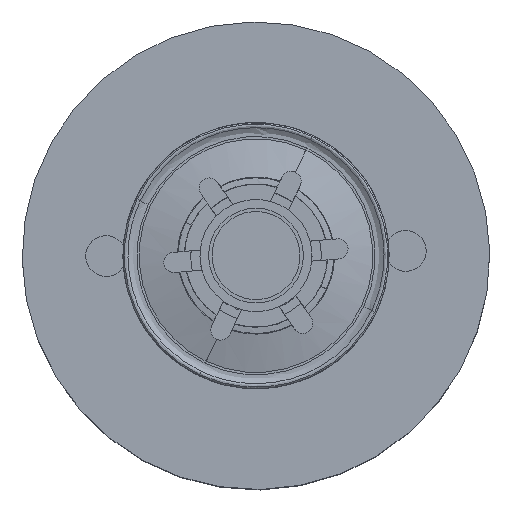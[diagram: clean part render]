
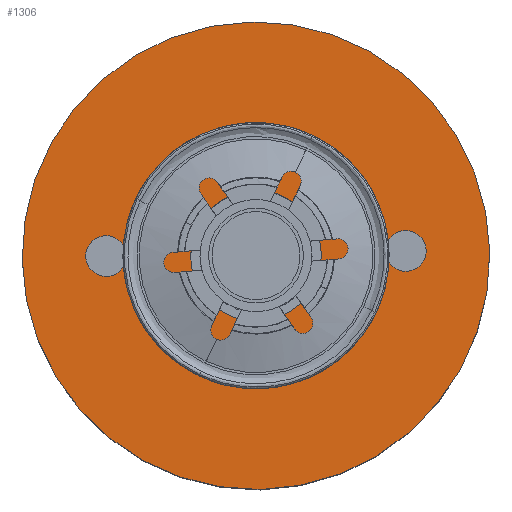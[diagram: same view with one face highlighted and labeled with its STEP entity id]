
A CAD part, top view. The second image highlights one B-rep face of the part: STEP entity #1306.
In plain terms, the highlighted planar face has unit normal (0, 0, 1).
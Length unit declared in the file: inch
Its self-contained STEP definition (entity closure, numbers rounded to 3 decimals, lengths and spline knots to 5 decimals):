
#203 = VERTEX_POINT ( 'NONE', #4713 ) ;
#208 = FACE_BOUND ( 'NONE', #1819, .T. ) ;
#294 = CARTESIAN_POINT ( 'NONE',  ( -0.10898, -0.00188, 0.79 ) ) ;
#305 = EDGE_LOOP ( 'NONE', ( #3306, #2278 ) ) ;
#400 = DIRECTION ( 'NONE',  ( 0., 0., -1. ) ) ;
#403 = AXIS2_PLACEMENT_3D ( 'NONE', #1293, #1246, #3924 ) ;
#429 = AXIS2_PLACEMENT_3D ( 'NONE', #3353, #2959, #1838 ) ;
#544 = VERTEX_POINT ( 'NONE', #4324 ) ;
#569 = DIRECTION ( 'NONE',  ( 1., 0.017, 0. ) ) ;
#653 = FACE_OUTER_BOUND ( 'NONE', #2084, .T. ) ;
#818 = DIRECTION ( 'NONE',  ( 0., 0., -1. ) ) ;
#847 = CARTESIAN_POINT ( 'NONE',  ( 0., 0., 0.79 ) ) ;
#867 = CIRCLE ( 'NONE', #1678, 0.39 ) ;
#975 = FACE_BOUND ( 'NONE', #3631, .T. ) ;
#1070 = CARTESIAN_POINT ( 'NONE',  ( 0., 0., 0.79 ) ) ;
#1246 = DIRECTION ( 'NONE',  ( 0., 0., 1. ) ) ;
#1293 = CARTESIAN_POINT ( 'NONE',  ( -0.25003, -0.00055, 0.79 ) ) ;
#1306 = ADVANCED_FACE ( 'NONE', ( #975, #4347, #208, #653 ), #3945, .F. ) ;
#1386 = DIRECTION ( 'NONE',  ( -1., -0.017, 0. ) ) ;
#1442 = EDGE_CURVE ( 'NONE', #544, #3071, #3022, .T. ) ;
#1524 = ORIENTED_EDGE ( 'NONE', *, *, #4085, .F. ) ;
#1565 = DIRECTION ( 'NONE',  ( 1., 0.017, 0. ) ) ;
#1584 = ORIENTED_EDGE ( 'NONE', *, *, #3905, .F. ) ;
#1599 = CARTESIAN_POINT ( 'NONE',  ( 0., 0., 0.79 ) ) ;
#1610 = DIRECTION ( 'NONE',  ( 0., 0., 1. ) ) ;
#1625 = DIRECTION ( 'NONE',  ( 0., 0., 1. ) ) ;
#1655 = DIRECTION ( 'NONE',  ( -1., -0.017, 0. ) ) ;
#1678 = AXIS2_PLACEMENT_3D ( 'NONE', #2855, #4826, #569 ) ;
#1739 = AXIS2_PLACEMENT_3D ( 'NONE', #4654, #1610, #4272 ) ;
#1744 = EDGE_CURVE ( 'NONE', #4538, #203, #2560, .T. ) ;
#1791 = AXIS2_PLACEMENT_3D ( 'NONE', #1599, #400, #1565 ) ;
#1819 = EDGE_LOOP ( 'NONE', ( #4381, #1584 ) ) ;
#1838 = DIRECTION ( 'NONE',  ( -1., -0.017, 0. ) ) ;
#2032 = EDGE_CURVE ( 'NONE', #2035, #4704, #4063, .T. ) ;
#2035 = VERTEX_POINT ( 'NONE', #2556 ) ;
#2084 = EDGE_LOOP ( 'NONE', ( #2130, #2526 ) ) ;
#2130 = ORIENTED_EDGE ( 'NONE', *, *, #4260, .F. ) ;
#2278 = ORIENTED_EDGE ( 'NONE', *, *, #2032, .F. ) ;
#2342 = DIRECTION ( 'NONE',  ( -1., -0.017, 0. ) ) ;
#2421 = CARTESIAN_POINT ( 'NONE',  ( 0.2159, 0.0075, 0.79 ) ) ;
#2484 = AXIS2_PLACEMENT_3D ( 'NONE', #847, #818, #1655 ) ;
#2525 = ORIENTED_EDGE ( 'NONE', *, *, #4413, .F. ) ;
#2526 = ORIENTED_EDGE ( 'NONE', *, *, #1744, .F. ) ;
#2554 = AXIS2_PLACEMENT_3D ( 'NONE', #4463, #3748, #1386 ) ;
#2556 = CARTESIAN_POINT ( 'NONE',  ( 0.28389, 0.00867, 0.79 ) ) ;
#2560 = CIRCLE ( 'NONE', #1791, 0.39 ) ;
#2855 = CARTESIAN_POINT ( 'NONE',  ( 0., 0., 0.79 ) ) ;
#2940 = DIRECTION ( 'NONE',  ( 0., 0., 1. ) ) ;
#2959 = DIRECTION ( 'NONE',  ( 0., 0., 1. ) ) ;
#2998 = VERTEX_POINT ( 'NONE', #3007 ) ;
#3007 = CARTESIAN_POINT ( 'NONE',  ( 0.10898, 0.00188, 0.79 ) ) ;
#3022 = CIRCLE ( 'NONE', #2554, 0.034 ) ;
#3023 = CIRCLE ( 'NONE', #403, 0.034 ) ;
#3047 = CIRCLE ( 'NONE', #4573, 0.109 ) ;
#3071 = VERTEX_POINT ( 'NONE', #3760 ) ;
#3190 = AXIS2_PLACEMENT_3D ( 'NONE', #4283, #1625, #2342 ) ;
#3306 = ORIENTED_EDGE ( 'NONE', *, *, #4614, .F. ) ;
#3353 = CARTESIAN_POINT ( 'NONE',  ( 0.2499, 0.00808, 0.79 ) ) ;
#3417 = DIRECTION ( 'NONE',  ( 1., 0.017, 0. ) ) ;
#3466 = CARTESIAN_POINT ( 'NONE',  ( -0.38994, -0.00673, 0.79 ) ) ;
#3631 = EDGE_LOOP ( 'NONE', ( #2525, #1524 ) ) ;
#3645 = VERTEX_POINT ( 'NONE', #294 ) ;
#3748 = DIRECTION ( 'NONE',  ( 0., 0., 1. ) ) ;
#3760 = CARTESIAN_POINT ( 'NONE',  ( -0.21603, 0.00004, 0.79 ) ) ;
#3905 = EDGE_CURVE ( 'NONE', #3071, #544, #3023, .T. ) ;
#3924 = DIRECTION ( 'NONE',  ( -1., -0.017, 0. ) ) ;
#3929 = CIRCLE ( 'NONE', #1739, 0.109 ) ;
#3945 = PLANE ( 'NONE',  #2484 ) ;
#4063 = CIRCLE ( 'NONE', #429, 0.034 ) ;
#4085 = EDGE_CURVE ( 'NONE', #3645, #2998, #3929, .T. ) ;
#4192 = CIRCLE ( 'NONE', #3190, 0.034 ) ;
#4260 = EDGE_CURVE ( 'NONE', #203, #4538, #867, .T. ) ;
#4272 = DIRECTION ( 'NONE',  ( 1., 0.017, 0. ) ) ;
#4283 = CARTESIAN_POINT ( 'NONE',  ( 0.2499, 0.00808, 0.79 ) ) ;
#4324 = CARTESIAN_POINT ( 'NONE',  ( -0.28402, -0.00114, 0.79 ) ) ;
#4347 = FACE_BOUND ( 'NONE', #305, .T. ) ;
#4381 = ORIENTED_EDGE ( 'NONE', *, *, #1442, .F. ) ;
#4413 = EDGE_CURVE ( 'NONE', #2998, #3645, #3047, .T. ) ;
#4463 = CARTESIAN_POINT ( 'NONE',  ( -0.25003, -0.00055, 0.79 ) ) ;
#4538 = VERTEX_POINT ( 'NONE', #3466 ) ;
#4573 = AXIS2_PLACEMENT_3D ( 'NONE', #1070, #2940, #3417 ) ;
#4614 = EDGE_CURVE ( 'NONE', #4704, #2035, #4192, .T. ) ;
#4654 = CARTESIAN_POINT ( 'NONE',  ( 0., 0., 0.79 ) ) ;
#4704 = VERTEX_POINT ( 'NONE', #2421 ) ;
#4713 = CARTESIAN_POINT ( 'NONE',  ( 0.38994, 0.00673, 0.79 ) ) ;
#4826 = DIRECTION ( 'NONE',  ( 0., 0., -1. ) ) ;
